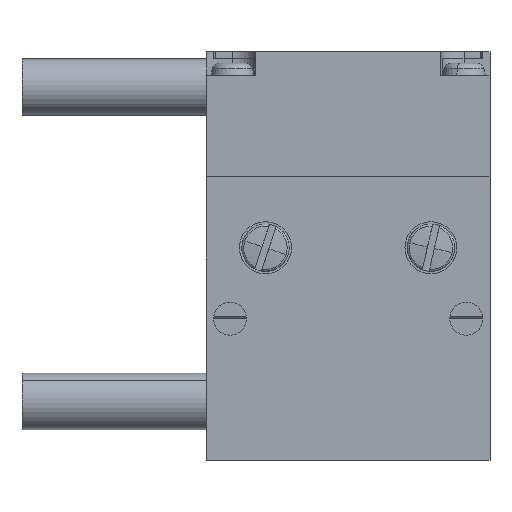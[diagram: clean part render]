
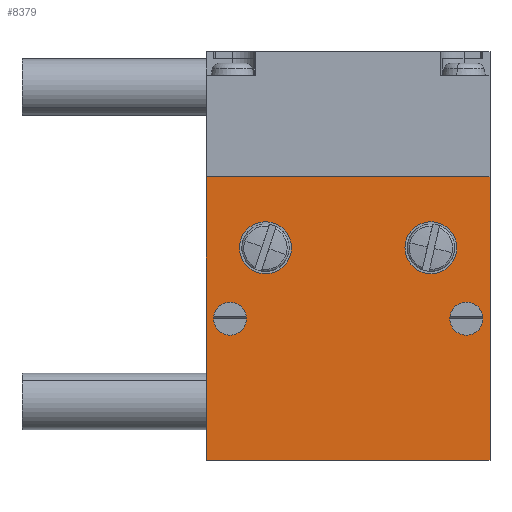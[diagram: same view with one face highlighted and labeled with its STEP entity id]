
A CAD part, front view. The second image highlights one B-rep face of the part: STEP entity #8379.
In plain terms, the highlighted planar face has unit normal (0, -1, 0).
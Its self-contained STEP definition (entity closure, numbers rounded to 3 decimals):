
#53 = CARTESIAN_POINT ( 'NONE',  ( 12., 0., -12. ) ) ;
#163 = VERTEX_POINT ( 'NONE', #5980 ) ;
#167 = VERTEX_POINT ( 'NONE', #9956 ) ;
#188 = VECTOR ( 'NONE', #2616, 1000. ) ;
#270 = DIRECTION ( 'NONE',  ( 0., 0., 1. ) ) ;
#426 = DIRECTION ( 'NONE',  ( 0., 1., 0. ) ) ;
#486 = AXIS2_PLACEMENT_3D ( 'NONE', #3938, #3149, #6913 ) ;
#608 = DIRECTION ( 'NONE',  ( 0., 1., 0. ) ) ;
#610 = EDGE_LOOP ( 'NONE', ( #5727, #7892 ) ) ;
#712 = EDGE_CURVE ( 'NONE', #7189, #5785, #4025, .T. ) ;
#715 = EDGE_LOOP ( 'NONE', ( #9509, #5632 ) ) ;
#822 = DIRECTION ( 'NONE',  ( 0., -1., 0. ) ) ;
#928 = LINE ( 'NONE', #4042, #9477 ) ;
#1044 = PLANE ( 'NONE',  #8554 ) ;
#1182 = AXIS2_PLACEMENT_3D ( 'NONE', #9718, #2540, #7987 ) ;
#1189 = CIRCLE ( 'NONE', #1182, 1.1 ) ;
#1203 = CARTESIAN_POINT ( 'NONE',  ( 11., 0., -6. ) ) ;
#1297 = ORIENTED_EDGE ( 'NONE', *, *, #9720, .F. ) ;
#1477 = CARTESIAN_POINT ( 'NONE',  ( 12., 0., 0. ) ) ;
#1574 = DIRECTION ( 'NONE',  ( 0., 1., 0. ) ) ;
#1607 = DIRECTION ( 'NONE',  ( 0., 0., -1. ) ) ;
#1832 = FACE_BOUND ( 'NONE', #610, .T. ) ;
#1950 = ORIENTED_EDGE ( 'NONE', *, *, #7063, .T. ) ;
#1952 = CIRCLE ( 'NONE', #7433, 0.7 ) ;
#1990 = EDGE_CURVE ( 'NONE', #5985, #8378, #1952, .T. ) ;
#2061 = DIRECTION ( 'NONE',  ( 0., 0., 1. ) ) ;
#2069 = EDGE_LOOP ( 'NONE', ( #9353, #9175 ) ) ;
#2420 = CARTESIAN_POINT ( 'NONE',  ( 0., 0., -12. ) ) ;
#2540 = DIRECTION ( 'NONE',  ( 0., -1., 0. ) ) ;
#2601 = CARTESIAN_POINT ( 'NONE',  ( 1., 0., -6.7 ) ) ;
#2616 = DIRECTION ( 'NONE',  ( 0., 0., -1. ) ) ;
#2793 = CIRCLE ( 'NONE', #2811, 0.7 ) ;
#2811 = AXIS2_PLACEMENT_3D ( 'NONE', #7565, #608, #3731 ) ;
#2828 = DIRECTION ( 'NONE',  ( 0., 1., 0. ) ) ;
#2860 = CIRCLE ( 'NONE', #8019, 0.7 ) ;
#3064 = AXIS2_PLACEMENT_3D ( 'NONE', #7776, #822, #3939 ) ;
#3149 = DIRECTION ( 'NONE',  ( 0., -1., 0. ) ) ;
#3171 = DIRECTION ( 'NONE',  ( -1., 0., 0. ) ) ;
#3255 = DIRECTION ( 'NONE',  ( 0., -1., 0. ) ) ;
#3478 = EDGE_CURVE ( 'NONE', #163, #9326, #7646, .T. ) ;
#3583 = ORIENTED_EDGE ( 'NONE', *, *, #9260, .T. ) ;
#3603 = CIRCLE ( 'NONE', #486, 1.1 ) ;
#3677 = CARTESIAN_POINT ( 'NONE',  ( 11., 0., -5.3 ) ) ;
#3731 = DIRECTION ( 'NONE',  ( 0., 0., 1. ) ) ;
#3861 = EDGE_CURVE ( 'NONE', #9326, #163, #1189, .T. ) ;
#3938 = CARTESIAN_POINT ( 'NONE',  ( 2.5, 0., -3. ) ) ;
#3939 = DIRECTION ( 'NONE',  ( 0., 0., -1. ) ) ;
#3951 = ORIENTED_EDGE ( 'NONE', *, *, #9425, .F. ) ;
#4025 = CIRCLE ( 'NONE', #9116, 0.7 ) ;
#4042 = CARTESIAN_POINT ( 'NONE',  ( 12., 0., 0. ) ) ;
#4118 = VECTOR ( 'NONE', #3171, 1000. ) ;
#4155 = CARTESIAN_POINT ( 'NONE',  ( 12., 0., -12. ) ) ;
#4194 = VERTEX_POINT ( 'NONE', #4338 ) ;
#4338 = CARTESIAN_POINT ( 'NONE',  ( 2.5, 0., -1.9 ) ) ;
#4387 = CARTESIAN_POINT ( 'NONE',  ( 9.5, 0., -3. ) ) ;
#4601 = VERTEX_POINT ( 'NONE', #7882 ) ;
#4607 = EDGE_CURVE ( 'NONE', #5859, #4601, #928, .T. ) ;
#4644 = DIRECTION ( 'NONE',  ( 0., 0., 1. ) ) ;
#4741 = EDGE_CURVE ( 'NONE', #4194, #7188, #3603, .T. ) ;
#4876 = FACE_BOUND ( 'NONE', #2069, .T. ) ;
#5107 = CARTESIAN_POINT ( 'NONE',  ( 1., 0., -6. ) ) ;
#5463 = DIRECTION ( 'NONE',  ( 0., 0., -1. ) ) ;
#5631 = CARTESIAN_POINT ( 'NONE',  ( 2.5, 0., -4.1 ) ) ;
#5632 = ORIENTED_EDGE ( 'NONE', *, *, #712, .T. ) ;
#5653 = FACE_BOUND ( 'NONE', #9026, .T. ) ;
#5714 = VECTOR ( 'NONE', #5463, 1000. ) ;
#5727 = ORIENTED_EDGE ( 'NONE', *, *, #8728, .F. ) ;
#5785 = VERTEX_POINT ( 'NONE', #3677 ) ;
#5859 = VERTEX_POINT ( 'NONE', #1477 ) ;
#5911 = EDGE_CURVE ( 'NONE', #5785, #7189, #2860, .T. ) ;
#5919 = EDGE_LOOP ( 'NONE', ( #1950, #1297, #3951, #6224 ) ) ;
#5980 = CARTESIAN_POINT ( 'NONE',  ( 9.5, 0., -1.9 ) ) ;
#5985 = VERTEX_POINT ( 'NONE', #9569 ) ;
#6224 = ORIENTED_EDGE ( 'NONE', *, *, #4607, .T. ) ;
#6392 = LINE ( 'NONE', #9629, #188 ) ;
#6540 = CIRCLE ( 'NONE', #3064, 1.1 ) ;
#6634 = AXIS2_PLACEMENT_3D ( 'NONE', #4387, #3255, #1607 ) ;
#6913 = DIRECTION ( 'NONE',  ( 0., 0., -1. ) ) ;
#6941 = LINE ( 'NONE', #53, #4118 ) ;
#7063 = EDGE_CURVE ( 'NONE', #4601, #167, #9415, .T. ) ;
#7076 = DIRECTION ( 'NONE',  ( -1., 0., 0. ) ) ;
#7188 = VERTEX_POINT ( 'NONE', #5631 ) ;
#7189 = VERTEX_POINT ( 'NONE', #8785 ) ;
#7202 = DIRECTION ( 'NONE',  ( 0., 1., 0. ) ) ;
#7356 = CARTESIAN_POINT ( 'NONE',  ( 12., 0., -12. ) ) ;
#7370 = DIRECTION ( 'NONE',  ( 0., 0., 1. ) ) ;
#7433 = AXIS2_PLACEMENT_3D ( 'NONE', #5107, #2828, #2061 ) ;
#7565 = CARTESIAN_POINT ( 'NONE',  ( 1., 0., -6. ) ) ;
#7646 = CIRCLE ( 'NONE', #6634, 1.1 ) ;
#7776 = CARTESIAN_POINT ( 'NONE',  ( 2.5, 0., -3. ) ) ;
#7882 = CARTESIAN_POINT ( 'NONE',  ( 0., 0., 0. ) ) ;
#7892 = ORIENTED_EDGE ( 'NONE', *, *, #4741, .F. ) ;
#7987 = DIRECTION ( 'NONE',  ( 0., 0., -1. ) ) ;
#7998 = FACE_OUTER_BOUND ( 'NONE', #5919, .T. ) ;
#8019 = AXIS2_PLACEMENT_3D ( 'NONE', #8551, #1574, #4644 ) ;
#8378 = VERTEX_POINT ( 'NONE', #2601 ) ;
#8379 = ADVANCED_FACE ( 'NONE', ( #5653, #8808, #1832, #4876, #7998 ), #1044, .F. ) ;
#8551 = CARTESIAN_POINT ( 'NONE',  ( 11., 0., -6. ) ) ;
#8554 = AXIS2_PLACEMENT_3D ( 'NONE', #4155, #7202, #270 ) ;
#8728 = EDGE_CURVE ( 'NONE', #7188, #4194, #6540, .T. ) ;
#8785 = CARTESIAN_POINT ( 'NONE',  ( 11., 0., -6.7 ) ) ;
#8808 = FACE_BOUND ( 'NONE', #715, .T. ) ;
#9026 = EDGE_LOOP ( 'NONE', ( #9547, #3583 ) ) ;
#9116 = AXIS2_PLACEMENT_3D ( 'NONE', #1203, #426, #7370 ) ;
#9121 = VERTEX_POINT ( 'NONE', #7356 ) ;
#9175 = ORIENTED_EDGE ( 'NONE', *, *, #3478, .F. ) ;
#9260 = EDGE_CURVE ( 'NONE', #8378, #5985, #2793, .T. ) ;
#9326 = VERTEX_POINT ( 'NONE', #9465 ) ;
#9353 = ORIENTED_EDGE ( 'NONE', *, *, #3861, .F. ) ;
#9415 = LINE ( 'NONE', #2420, #5714 ) ;
#9425 = EDGE_CURVE ( 'NONE', #5859, #9121, #6392, .T. ) ;
#9465 = CARTESIAN_POINT ( 'NONE',  ( 9.5, 0., -4.1 ) ) ;
#9477 = VECTOR ( 'NONE', #7076, 1000. ) ;
#9509 = ORIENTED_EDGE ( 'NONE', *, *, #5911, .T. ) ;
#9547 = ORIENTED_EDGE ( 'NONE', *, *, #1990, .T. ) ;
#9569 = CARTESIAN_POINT ( 'NONE',  ( 1., 0., -5.3 ) ) ;
#9629 = CARTESIAN_POINT ( 'NONE',  ( 12., 0., -12. ) ) ;
#9718 = CARTESIAN_POINT ( 'NONE',  ( 9.5, 0., -3. ) ) ;
#9720 = EDGE_CURVE ( 'NONE', #9121, #167, #6941, .T. ) ;
#9956 = CARTESIAN_POINT ( 'NONE',  ( 0., 0., -12. ) ) ;
